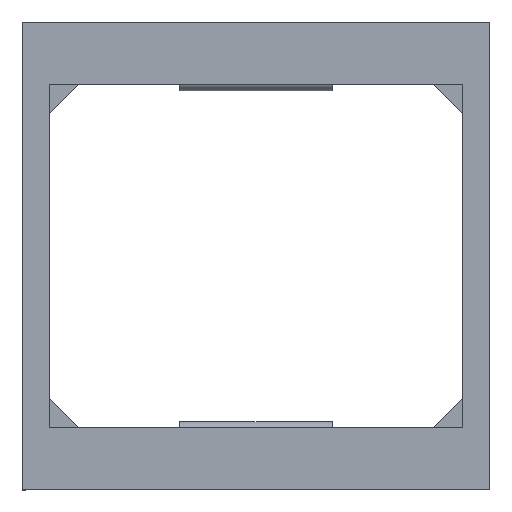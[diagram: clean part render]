
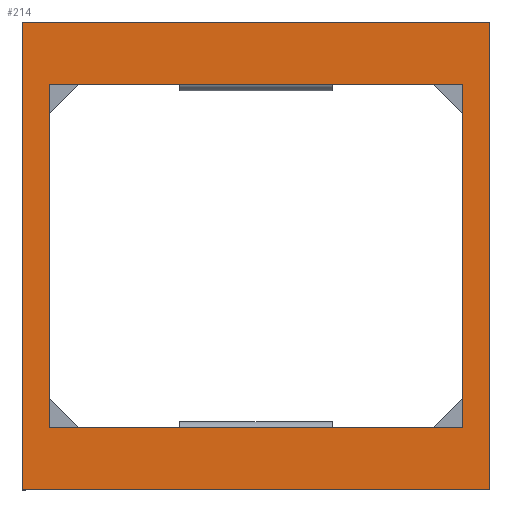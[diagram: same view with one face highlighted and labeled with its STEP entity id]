
A CAD part, top view. The second image highlights one B-rep face of the part: STEP entity #214.
In plain terms, the highlighted planar face has unit normal (0, 0, 1).
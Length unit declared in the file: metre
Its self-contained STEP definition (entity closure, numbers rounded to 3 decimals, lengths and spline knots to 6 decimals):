
#214=ADVANCED_FACE('626:266',(#394,#395),#396,.T.);
#394=FACE_BOUND('',#571,.T.);
#395=FACE_OUTER_BOUND('',#572,.T.);
#396=PLANE('',#573);
#571=EDGE_LOOP('',(#745,#746,#747,#748));
#572=EDGE_LOOP('',(#749,#750,#751,#752));
#573=AXIS2_PLACEMENT_3D('',#753,#754,#755);
#745=ORIENTED_EDGE('',*,*,#1060,.T.);
#746=ORIENTED_EDGE('',*,*,#1061,.T.);
#747=ORIENTED_EDGE('',*,*,#1062,.T.);
#748=ORIENTED_EDGE('',*,*,#1063,.T.);
#749=ORIENTED_EDGE('',*,*,#1064,.F.);
#750=ORIENTED_EDGE('',*,*,#1065,.F.);
#751=ORIENTED_EDGE('',*,*,#1066,.F.);
#752=ORIENTED_EDGE('',*,*,#1052,.F.);
#753=CARTESIAN_POINT('',(-0.043331,-0.040412,0.005025));
#754=DIRECTION('',(0.,0.,1.0));
#755=DIRECTION('',(1.0,0.,0.));
#1052=EDGE_CURVE('626:425',#1200,#1202,#1203,.T.);
#1060=EDGE_CURVE('626:443',#1215,#1216,#1217,.T.);
#1061=EDGE_CURVE('626:434',#1216,#1218,#1219,.T.);
#1062=EDGE_CURVE('626:437',#1218,#1220,#1221,.T.);
#1063=EDGE_CURVE('626:440',#1220,#1215,#1222,.T.);
#1064=EDGE_CURVE('626:428',#1223,#1200,#1224,.T.);
#1065=EDGE_CURVE('626:446',#1225,#1223,#1226,.T.);
#1066=EDGE_CURVE('626:431',#1202,#1225,#1227,.T.);
#1200=VERTEX_POINT('',#1404);
#1202=VERTEX_POINT('',#1407);
#1203=LINE('',#1408,#1409);
#1215=VERTEX_POINT('',#1426);
#1216=VERTEX_POINT('',#1427);
#1217=LINE('',#1428,#1429);
#1218=VERTEX_POINT('',#1430);
#1219=LINE('',#1431,#1432);
#1220=VERTEX_POINT('',#1433);
#1221=LINE('',#1434,#1435);
#1222=LINE('',#1436,#1437);
#1223=VERTEX_POINT('',#1438);
#1224=LINE('',#1439,#1440);
#1225=VERTEX_POINT('',#1441);
#1226=LINE('',#1442,#1443);
#1227=LINE('',#1444,#1445);
#1404=CARTESIAN_POINT('',(0.009525,-0.009525,0.005025));
#1407=CARTESIAN_POINT('',(-0.009525,-0.009525,0.005025));
#1408=CARTESIAN_POINT('',(-0.021665,-0.009525,0.005025));
#1409=VECTOR('',#1653,1.0);
#1426=CARTESIAN_POINT('',(-0.008425,0.007,0.005025));
#1427=CARTESIAN_POINT('',(0.008425,0.007,0.005025));
#1428=CARTESIAN_POINT('',(-0.021665,0.007,0.005025));
#1429=VECTOR('',#1659,1.0);
#1430=CARTESIAN_POINT('',(0.008425,-0.007,0.005025));
#1431=CARTESIAN_POINT('',(0.008425,-0.020156,0.005025));
#1432=VECTOR('',#1660,1.0);
#1433=CARTESIAN_POINT('',(-0.008425,-0.007,0.005025));
#1434=CARTESIAN_POINT('',(-0.021665,-0.007,0.005025));
#1435=VECTOR('',#1661,1.0);
#1436=CARTESIAN_POINT('',(-0.008425,-0.020156,0.005025));
#1437=VECTOR('',#1662,1.0);
#1438=CARTESIAN_POINT('',(0.009525,0.009525,0.005025));
#1439=CARTESIAN_POINT('',(0.009525,-0.020156,0.005025));
#1440=VECTOR('',#1663,1.0);
#1441=CARTESIAN_POINT('',(-0.009525,0.009525,0.005025));
#1442=CARTESIAN_POINT('',(-0.021665,0.009525,0.005025));
#1443=VECTOR('',#1664,1.0);
#1444=CARTESIAN_POINT('',(-0.009525,-0.020156,0.005025));
#1445=VECTOR('',#1665,1.0);
#1653=DIRECTION('',(-1.0,0.,0.));
#1659=DIRECTION('',(1.0,0.,0.));
#1660=DIRECTION('',(0.,-1.0,0.));
#1661=DIRECTION('',(-1.0,0.,0.));
#1662=DIRECTION('',(0.,1.0,0.));
#1663=DIRECTION('',(0.,-1.0,0.));
#1664=DIRECTION('',(1.0,0.,0.));
#1665=DIRECTION('',(0.,1.0,0.));
